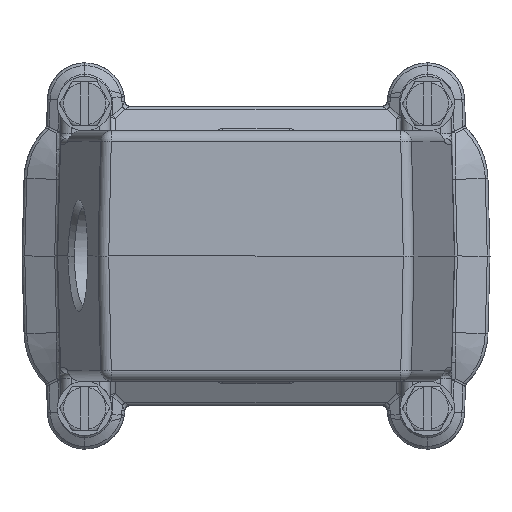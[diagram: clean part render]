
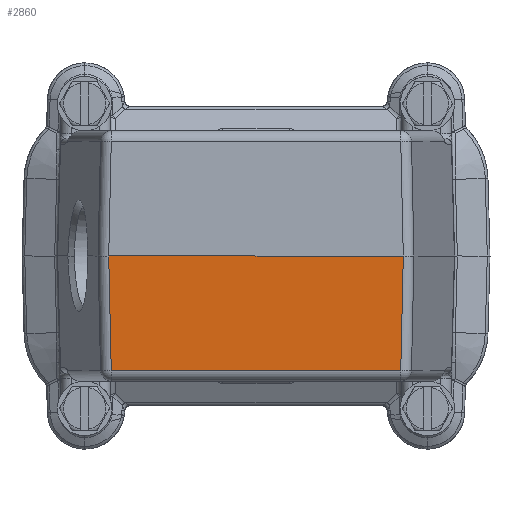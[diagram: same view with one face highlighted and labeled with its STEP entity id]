
A CAD part, front view. The second image highlights one B-rep face of the part: STEP entity #2860.
In plain terms, the highlighted planar face has unit normal (0, -1, -0.026).
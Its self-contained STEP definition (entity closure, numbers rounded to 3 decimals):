
#2860=ADVANCED_FACE('',(#4097),#3595,.T.);
#3595=PLANE('',#16725);
#4097=FACE_OUTER_BOUND('',#5016,.T.);
#5016=EDGE_LOOP('',(#7741,#7742,#7743,#7744));
#7741=ORIENTED_EDGE('',*,*,#13060,.T.);
#7742=ORIENTED_EDGE('',*,*,#13050,.F.);
#7743=ORIENTED_EDGE('',*,*,#13059,.T.);
#7744=ORIENTED_EDGE('',*,*,#13061,.F.);
#11463=VERTEX_POINT('',#26073);
#11464=VERTEX_POINT('',#26078);
#11468=VERTEX_POINT('',#26091);
#11470=VERTEX_POINT('',#26100);
#13050=EDGE_CURVE('',#11464,#11463,#14766,.T.);
#13059=EDGE_CURVE('',#11464,#11468,#14770,.T.);
#13060=EDGE_CURVE('',#11470,#11463,#14771,.T.);
#13061=EDGE_CURVE('',#11470,#11468,#14772,.T.);
#14766=LINE('',#26079,#15666);
#14770=LINE('',#26097,#15670);
#14771=LINE('',#26099,#15671);
#14772=LINE('',#26101,#15672);
#15666=VECTOR('',#18674,1.);
#15670=VECTOR('',#18696,1.);
#15671=VECTOR('',#18699,1.);
#15672=VECTOR('',#18700,1.);
#16725=AXIS2_PLACEMENT_3D('',#26102,#18701,#18702);
#18674=DIRECTION('',(-1.,0.,0.));
#18696=DIRECTION('',(0.022,-0.026,0.999));
#18699=DIRECTION('',(0.022,0.026,-0.999));
#18700=DIRECTION('',(1.,0.,0.));
#18701=DIRECTION('',(0.,-1.,-0.026));
#18702=DIRECTION('',(0.,-0.026,1.));
#26073=CARTESIAN_POINT('',(-118.144,-33.454,-21.052));
#26078=CARTESIAN_POINT('',(-64.941,-33.454,-21.052));
#26079=CARTESIAN_POINT('',(-91.542,-33.454,-21.052));
#26091=CARTESIAN_POINT('',(-64.478,-34.005,0.));
#26097=CARTESIAN_POINT('',(-64.72,-33.717,-10.993));
#26099=CARTESIAN_POINT('',(-118.362,-33.714,-11.115));
#26100=CARTESIAN_POINT('',(-118.606,-34.005,0.));
#26101=CARTESIAN_POINT('',(-118.606,-34.005,0.));
#26102=CARTESIAN_POINT('',(-91.542,-33.729,-10.526));
